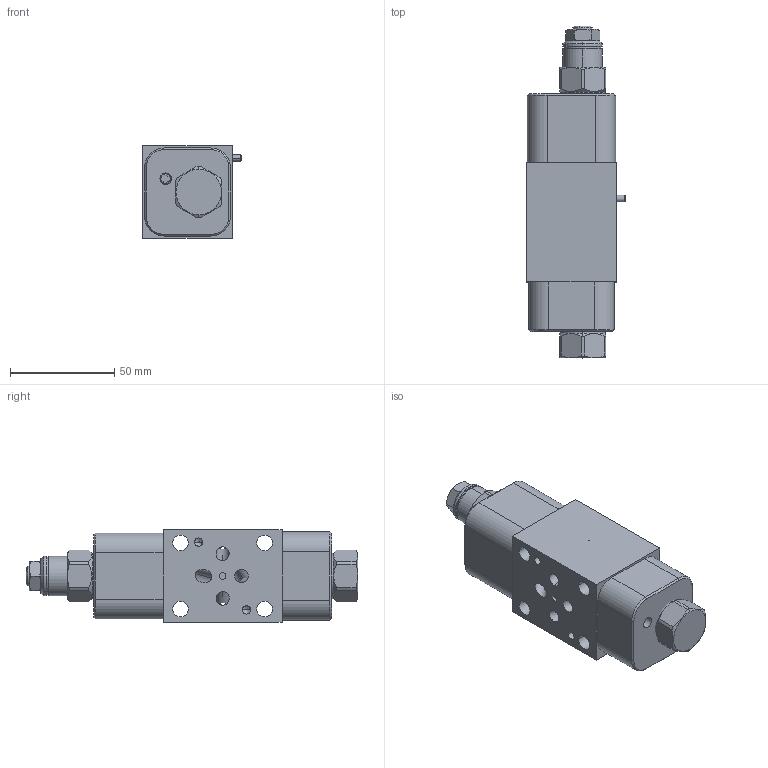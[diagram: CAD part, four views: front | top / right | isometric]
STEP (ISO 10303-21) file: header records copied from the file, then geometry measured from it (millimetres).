
FILE_DESCRIPTION((''),'2;1');
FILE_NAME('MANIFOLD_STP1_ASM','2015-02-06T',('Administrator'),(''),'PRO/ENGINEER BY PARAMETRIC TECHNOLOGY CORPORATION, 2006240','PRO/ENGINEER BY PARAMETRIC TECHNOLOGY CORPORATION, 2006240','');
FILE_SCHEMA(('CONFIG_CONTROL_DESIGN'));
Length unit declared in the file: inch
Products named in the file (3): 150281E_PRT; ASMNAME_CART_PRT; MANIFOLD_STP1_ASM
Assembly tree (2 placements, depth 2):
  MANIFOLD_STP1_ASM
    150281E_PRT
    ASMNAME_CART_PRT
Bounding box: 47.5 x 159.51 x 44.45 mm (x, y, z)
Surface area: 48819.4 mm2 (no closed solid volume)
Topology: 0 solids, 12 shells, 476 faces, 1210 edges, 753 vertices
Faces by surface type: cylinder 180, plane 99, cone 90, torus 72, bspline 21, sphere 14
Entity records: 21305 total; most frequent: CARTESIAN_POINT 9798, DIRECTION 2462, ORIENTED_EDGE 2374, EDGE_CURVE 1187, AXIS2_PLACEMENT_3D 1049, VERTEX_POINT 754, CIRCLE 589, EDGE_LOOP 541
